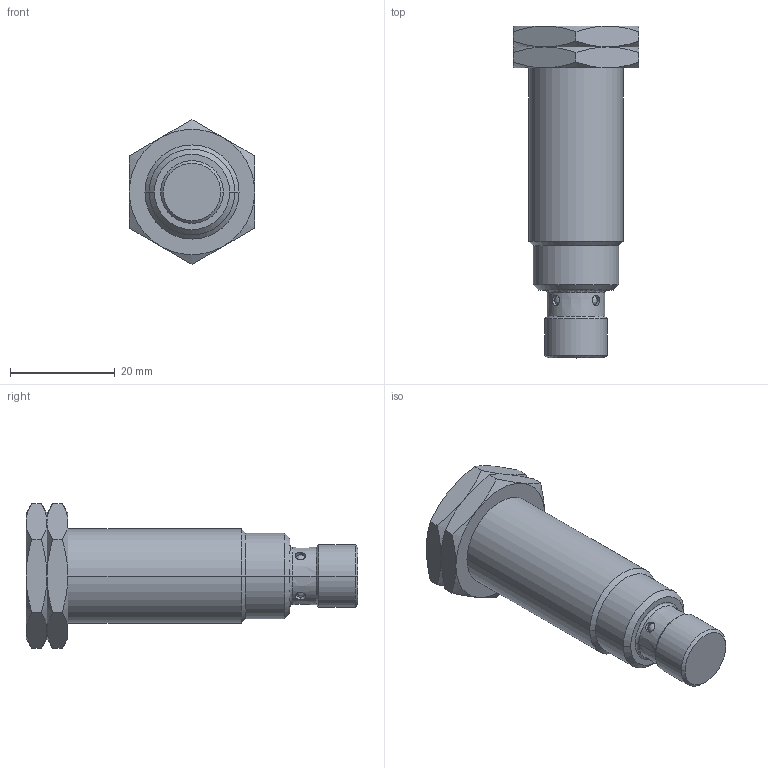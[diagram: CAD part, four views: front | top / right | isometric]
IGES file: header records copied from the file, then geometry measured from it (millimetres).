
Start section:  PTC IGES file: dw-ls-703-m18-002.igs
Global section: file name: dw-ls-703-m18-002.igs; native system:  by Parametric Technology Corporation; preprocessor: 2010230; organization: Unknown; date: 20110316.093249; units: millimetre
Bounding box: 24 x 63.5 x 27.71 mm (x, y, z)
Volume: 15693.3 mm3; surface area: 4483.1 mm2
Topology: 1 solids, 1 shells, 79 faces, 160 edges, 94 vertices
Faces by surface type: revolution 58, bspline 21
